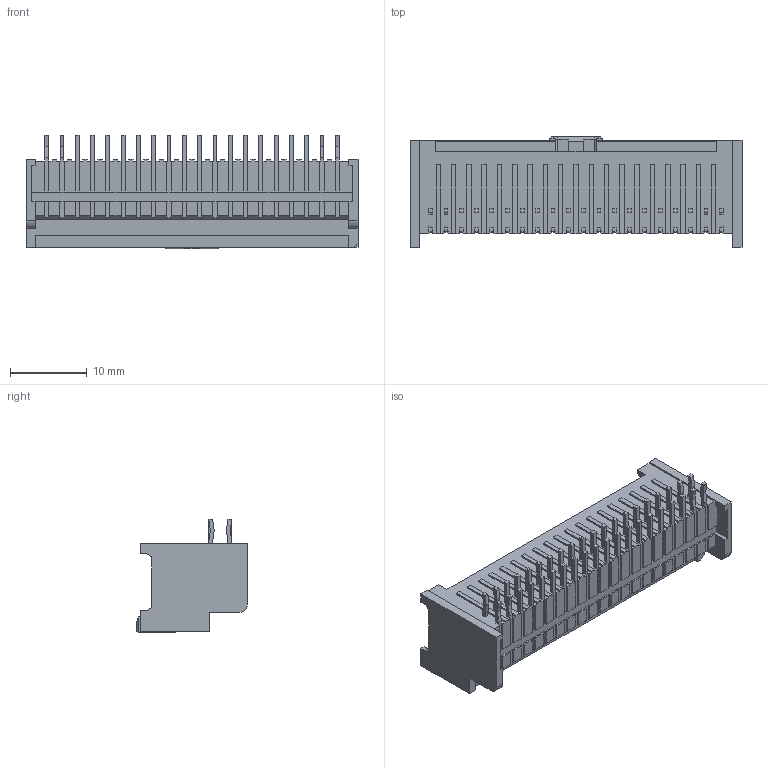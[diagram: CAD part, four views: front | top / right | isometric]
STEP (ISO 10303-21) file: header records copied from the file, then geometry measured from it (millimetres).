
FILE_DESCRIPTION((''),'2;1');
FILE_NAME('559594030','2017-02-16T',('ghp'),(''),'PRO/ENGINEER BY PARAMETRIC TECHNOLOGY CORPORATION, 2012310','PRO/ENGINEER BY PARAMETRIC TECHNOLOGY CORPORATION, 2012310','');
FILE_SCHEMA(('CONFIG_CONTROL_DESIGN'));
Length unit declared in the file: millimetre
Products named in the file (1): 559594030
Bounding box: 43.4 x 14.5 x 14.9 mm (x, y, z)
Volume: 2978.1 mm3; surface area: 3772.1 mm2
Topology: 1 solids, 1 shells, 947 faces, 2636 edges, 1749 vertices
Faces by surface type: plane 925, cylinder 12, cone 10
Entity records: 29607 total; most frequent: CARTESIAN_POINT 5250, ORIENTED_EDGE 5106, DIRECTION 4646, EDGE_CURVE 2553, VECTOR 2522, LINE 2522, VERTEX_POINT 1666, AXIS2_PLACEMENT_3D 1062
